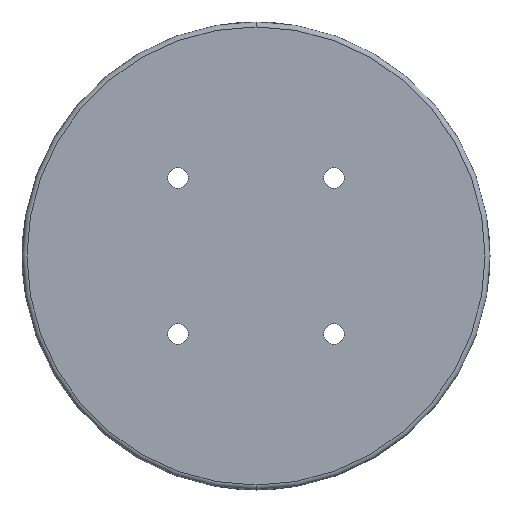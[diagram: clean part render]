
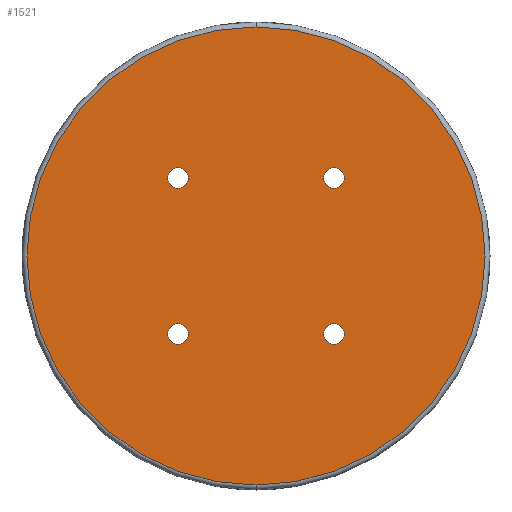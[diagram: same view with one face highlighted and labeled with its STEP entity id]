
A CAD part, front view. The second image highlights one B-rep face of the part: STEP entity #1521.
In plain terms, the highlighted planar face has unit normal (0, -1, 0).
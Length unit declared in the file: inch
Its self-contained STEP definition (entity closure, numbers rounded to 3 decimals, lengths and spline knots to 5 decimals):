
#8 = EDGE_CURVE ( 'NONE', #1514, #316, #1265, .T. ) ;
#23 = DIRECTION ( 'NONE',  ( 0., 0., 1. ) ) ;
#49 = CARTESIAN_POINT ( 'NONE',  ( 0., 0., 2.937 ) ) ;
#87 = CARTESIAN_POINT ( 'NONE',  ( 0., 0., 0. ) ) ;
#137 = VERTEX_POINT ( 'NONE', #1623 ) ;
#138 = EDGE_CURVE ( 'NONE', #316, #1514, #1047, .T. ) ;
#145 = CIRCLE ( 'NONE', #660, 2.937 ) ;
#174 = AXIS2_PLACEMENT_3D ( 'NONE', #1791, #765, #1943 ) ;
#181 = DIRECTION ( 'NONE',  ( 0., 1., 0. ) ) ;
#224 = ORIENTED_EDGE ( 'NONE', *, *, #2105, .T. ) ;
#248 = FACE_BOUND ( 'NONE', #1335, .T. ) ;
#256 = AXIS2_PLACEMENT_3D ( 'NONE', #566, #1960, #1414 ) ;
#298 = EDGE_CURVE ( 'NONE', #505, #370, #2215, .T. ) ;
#316 = VERTEX_POINT ( 'NONE', #2242 ) ;
#320 = CARTESIAN_POINT ( 'NONE',  ( 1., 0., 1. ) ) ;
#335 = ORIENTED_EDGE ( 'NONE', *, *, #2188, .T. ) ;
#350 = EDGE_CURVE ( 'NONE', #849, #137, #471, .T. ) ;
#360 = ORIENTED_EDGE ( 'NONE', *, *, #1729, .T. ) ;
#367 = AXIS2_PLACEMENT_3D ( 'NONE', #1605, #1087, #23 ) ;
#370 = VERTEX_POINT ( 'NONE', #1059 ) ;
#451 = VERTEX_POINT ( 'NONE', #1437 ) ;
#471 = CIRCLE ( 'NONE', #578, 0.133 ) ;
#486 = DIRECTION ( 'NONE',  ( 0., 0., 1. ) ) ;
#505 = VERTEX_POINT ( 'NONE', #2186 ) ;
#513 = AXIS2_PLACEMENT_3D ( 'NONE', #1247, #1640, #1818 ) ;
#524 = DIRECTION ( 'NONE',  ( 0., 0., 1. ) ) ;
#566 = CARTESIAN_POINT ( 'NONE',  ( 0., 0., 0. ) ) ;
#578 = AXIS2_PLACEMENT_3D ( 'NONE', #580, #1405, #2109 ) ;
#580 = CARTESIAN_POINT ( 'NONE',  ( -1., 0., 1. ) ) ;
#641 = FACE_BOUND ( 'NONE', #2151, .T. ) ;
#648 = ORIENTED_EDGE ( 'NONE', *, *, #138, .T. ) ;
#660 = AXIS2_PLACEMENT_3D ( 'NONE', #1239, #921, #1619 ) ;
#765 = DIRECTION ( 'NONE',  ( 0., 1., 0. ) ) ;
#768 = ORIENTED_EDGE ( 'NONE', *, *, #2108, .T. ) ;
#781 = CARTESIAN_POINT ( 'NONE',  ( 0., 0., -2.937 ) ) ;
#804 = AXIS2_PLACEMENT_3D ( 'NONE', #1302, #1327, #486 ) ;
#811 = DIRECTION ( 'NONE',  ( 0., 1., 0. ) ) ;
#849 = VERTEX_POINT ( 'NONE', #1816 ) ;
#921 = DIRECTION ( 'NONE',  ( 0., -1., 0. ) ) ;
#955 = FACE_BOUND ( 'NONE', #1485, .T. ) ;
#956 = DIRECTION ( 'NONE',  ( 0., 1., 0. ) ) ;
#971 = EDGE_LOOP ( 'NONE', ( #1009, #768 ) ) ;
#1009 = ORIENTED_EDGE ( 'NONE', *, *, #1812, .T. ) ;
#1047 = CIRCLE ( 'NONE', #1563, 0.133 ) ;
#1059 = CARTESIAN_POINT ( 'NONE',  ( 1., 0., 1.133 ) ) ;
#1087 = DIRECTION ( 'NONE',  ( 0., 1., 0. ) ) ;
#1151 = DIRECTION ( 'NONE',  ( 0., 0., 1. ) ) ;
#1158 = DIRECTION ( 'NONE',  ( 0., 0., 1. ) ) ;
#1162 = PLANE ( 'NONE',  #1496 ) ;
#1237 = CARTESIAN_POINT ( 'NONE',  ( 1., 0., -0.867 ) ) ;
#1239 = CARTESIAN_POINT ( 'NONE',  ( 0., 0., 0. ) ) ;
#1247 = CARTESIAN_POINT ( 'NONE',  ( 1., 0., 1. ) ) ;
#1265 = CIRCLE ( 'NONE', #174, 0.133 ) ;
#1273 = CIRCLE ( 'NONE', #1385, 0.133 ) ;
#1302 = CARTESIAN_POINT ( 'NONE',  ( -1., 0., 1. ) ) ;
#1327 = DIRECTION ( 'NONE',  ( 0., 1., 0. ) ) ;
#1335 = EDGE_LOOP ( 'NONE', ( #224, #2157 ) ) ;
#1349 = CIRCLE ( 'NONE', #513, 0.133 ) ;
#1379 = AXIS2_PLACEMENT_3D ( 'NONE', #320, #181, #524 ) ;
#1385 = AXIS2_PLACEMENT_3D ( 'NONE', #2018, #1820, #1158 ) ;
#1405 = DIRECTION ( 'NONE',  ( 0., 1., 0. ) ) ;
#1414 = DIRECTION ( 'NONE',  ( 0., 0., 1. ) ) ;
#1437 = CARTESIAN_POINT ( 'NONE',  ( 1., 0., -1.133 ) ) ;
#1485 = EDGE_LOOP ( 'NONE', ( #2205, #335 ) ) ;
#1495 = DIRECTION ( 'NONE',  ( 0., 0., 1. ) ) ;
#1496 = AXIS2_PLACEMENT_3D ( 'NONE', #87, #811, #1495 ) ;
#1499 = CIRCLE ( 'NONE', #367, 0.133 ) ;
#1514 = VERTEX_POINT ( 'NONE', #2011 ) ;
#1521 = ADVANCED_FACE ( 'NONE', ( #641, #1656, #248, #955, #2031 ), #1162, .F. ) ;
#1563 = AXIS2_PLACEMENT_3D ( 'NONE', #1978, #956, #1151 ) ;
#1605 = CARTESIAN_POINT ( 'NONE',  ( 1., 0., -1. ) ) ;
#1619 = DIRECTION ( 'NONE',  ( 0., 0., 1. ) ) ;
#1623 = CARTESIAN_POINT ( 'NONE',  ( -1., 0., 0.867 ) ) ;
#1640 = DIRECTION ( 'NONE',  ( 0., 1., 0. ) ) ;
#1643 = CIRCLE ( 'NONE', #256, 2.937 ) ;
#1656 = FACE_BOUND ( 'NONE', #971, .T. ) ;
#1729 = EDGE_CURVE ( 'NONE', #1759, #2216, #1643, .T. ) ;
#1756 = EDGE_CURVE ( 'NONE', #2216, #1759, #145, .T. ) ;
#1759 = VERTEX_POINT ( 'NONE', #49 ) ;
#1791 = CARTESIAN_POINT ( 'NONE',  ( -1., 0., -1. ) ) ;
#1812 = EDGE_CURVE ( 'NONE', #1945, #451, #1273, .T. ) ;
#1816 = CARTESIAN_POINT ( 'NONE',  ( -1., 0., 1.133 ) ) ;
#1818 = DIRECTION ( 'NONE',  ( 0., 0., 1. ) ) ;
#1820 = DIRECTION ( 'NONE',  ( 0., 1., 0. ) ) ;
#1904 = EDGE_LOOP ( 'NONE', ( #360, #2093 ) ) ;
#1943 = DIRECTION ( 'NONE',  ( 0., 0., 1. ) ) ;
#1945 = VERTEX_POINT ( 'NONE', #1237 ) ;
#1948 = ORIENTED_EDGE ( 'NONE', *, *, #8, .T. ) ;
#1960 = DIRECTION ( 'NONE',  ( 0., -1., 0. ) ) ;
#1978 = CARTESIAN_POINT ( 'NONE',  ( -1., 0., -1. ) ) ;
#2011 = CARTESIAN_POINT ( 'NONE',  ( -1., 0., -1.133 ) ) ;
#2018 = CARTESIAN_POINT ( 'NONE',  ( 1., 0., -1. ) ) ;
#2031 = FACE_OUTER_BOUND ( 'NONE', #1904, .T. ) ;
#2045 = CIRCLE ( 'NONE', #804, 0.133 ) ;
#2093 = ORIENTED_EDGE ( 'NONE', *, *, #1756, .T. ) ;
#2105 = EDGE_CURVE ( 'NONE', #370, #505, #1349, .T. ) ;
#2108 = EDGE_CURVE ( 'NONE', #451, #1945, #1499, .T. ) ;
#2109 = DIRECTION ( 'NONE',  ( 0., 0., 1. ) ) ;
#2151 = EDGE_LOOP ( 'NONE', ( #648, #1948 ) ) ;
#2157 = ORIENTED_EDGE ( 'NONE', *, *, #298, .T. ) ;
#2186 = CARTESIAN_POINT ( 'NONE',  ( 1., 0., 0.867 ) ) ;
#2188 = EDGE_CURVE ( 'NONE', #137, #849, #2045, .T. ) ;
#2205 = ORIENTED_EDGE ( 'NONE', *, *, #350, .T. ) ;
#2215 = CIRCLE ( 'NONE', #1379, 0.133 ) ;
#2216 = VERTEX_POINT ( 'NONE', #781 ) ;
#2242 = CARTESIAN_POINT ( 'NONE',  ( -1., 0., -0.867 ) ) ;
